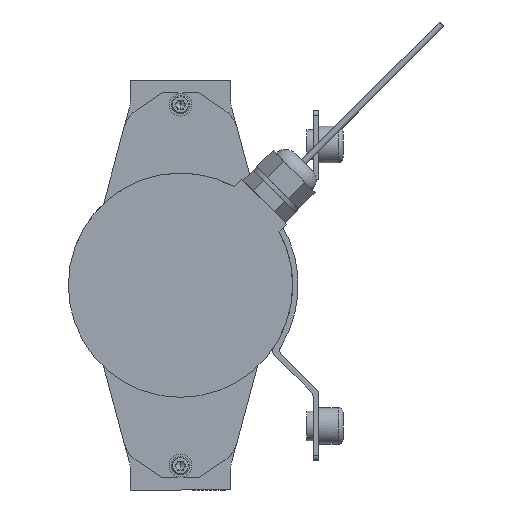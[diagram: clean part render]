
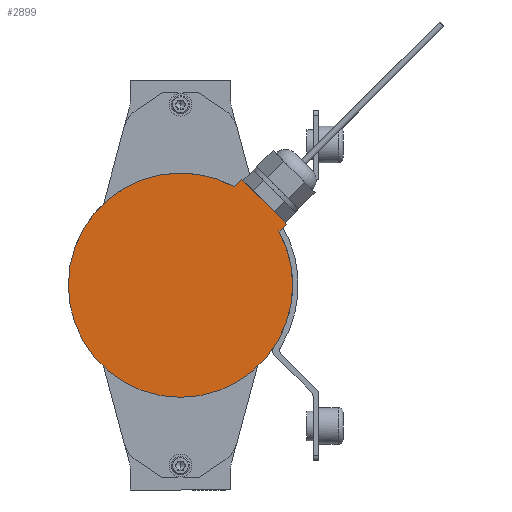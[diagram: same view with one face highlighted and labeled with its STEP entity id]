
A CAD part, left-side view. The second image highlights one B-rep face of the part: STEP entity #2899.
In plain terms, the highlighted planar face has unit normal (-1, 0, 0).
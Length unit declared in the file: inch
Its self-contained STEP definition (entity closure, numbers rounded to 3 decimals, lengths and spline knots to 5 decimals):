
#35 = AXIS2_PLACEMENT_3D ( 'NONE', #12303, #8726, #4165 ) ;
#444 = VERTEX_POINT ( 'NONE', #9273 ) ;
#588 = CARTESIAN_POINT ( 'NONE',  ( -8.402, -2.17376, 1.25452 ) ) ;
#894 = AXIS2_PLACEMENT_3D ( 'NONE', #5668, #14282, #14438 ) ;
#1832 = DIRECTION ( 'NONE',  ( 0., 0.707, 0.707 ) ) ;
#1929 = VECTOR ( 'NONE', #1832, 39.37008 ) ;
#1957 = CARTESIAN_POINT ( 'NONE',  ( -8.402, 0., 0. ) ) ;
#2060 = DIRECTION ( 'NONE',  ( 1., 0., 0. ) ) ;
#2565 = CIRCLE ( 'NONE', #6399, 2.3 ) ;
#2899 = ADVANCED_FACE ( 'NONE', ( #8142 ), #11501, .T. ) ;
#3128 = EDGE_CURVE ( 'NONE', #14740, #13603, #3346, .T. ) ;
#3346 = LINE ( 'NONE', #5837, #13865 ) ;
#3800 = CIRCLE ( 'NONE', #5687, 2.3 ) ;
#3806 = EDGE_LOOP ( 'NONE', ( #9488, #5202, #4216, #11212, #11213, #5389 ) ) ;
#4137 = CARTESIAN_POINT ( 'NONE',  ( -8.402, -2.3, 0. ) ) ;
#4165 = DIRECTION ( 'NONE',  ( 0., -1., 0. ) ) ;
#4187 = EDGE_CURVE ( 'NONE', #14740, #6227, #2565, .T. ) ;
#4216 = ORIENTED_EDGE ( 'NONE', *, *, #6422, .T. ) ;
#4376 = LINE ( 'NONE', #11104, #14331 ) ;
#4600 = DIRECTION ( 'NONE',  ( 0., -0.707, 0.707 ) ) ;
#4868 = CARTESIAN_POINT ( 'NONE',  ( -8.402, -1.25452, 2.17376 ) ) ;
#5202 = ORIENTED_EDGE ( 'NONE', *, *, #3128, .T. ) ;
#5389 = ORIENTED_EDGE ( 'NONE', *, *, #9898, .F. ) ;
#5668 = CARTESIAN_POINT ( 'NONE',  ( -8.402, 0., 0. ) ) ;
#5687 = AXIS2_PLACEMENT_3D ( 'NONE', #1957, #2060, #10597 ) ;
#5825 = CARTESIAN_POINT ( 'NONE',  ( -8.402, -2.17376, 1.25452 ) ) ;
#5837 = CARTESIAN_POINT ( 'NONE',  ( -8.402, -2.01967, 1.10043 ) ) ;
#5936 = EDGE_CURVE ( 'NONE', #12032, #444, #4376, .T. ) ;
#6227 = VERTEX_POINT ( 'NONE', #4137 ) ;
#6399 = AXIS2_PLACEMENT_3D ( 'NONE', #15317, #8019, #15368 ) ;
#6422 = EDGE_CURVE ( 'NONE', #13603, #12032, #15271, .T. ) ;
#8019 = DIRECTION ( 'NONE',  ( 1., 0., 0. ) ) ;
#8142 = FACE_OUTER_BOUND ( 'NONE', #3806, .T. ) ;
#8726 = DIRECTION ( 'NONE',  ( -1., 0., 0. ) ) ;
#9273 = CARTESIAN_POINT ( 'NONE',  ( -8.402, -1.10043, 2.01967 ) ) ;
#9283 = EDGE_CURVE ( 'NONE', #12752, #444, #10698, .T. ) ;
#9488 = ORIENTED_EDGE ( 'NONE', *, *, #4187, .F. ) ;
#9898 = EDGE_CURVE ( 'NONE', #6227, #12752, #3800, .T. ) ;
#10597 = DIRECTION ( 'NONE',  ( 0., 1., 0. ) ) ;
#10698 = CIRCLE ( 'NONE', #894, 2.3 ) ;
#10874 = CARTESIAN_POINT ( 'NONE',  ( -8.402, -2.01967, 1.10043 ) ) ;
#11104 = CARTESIAN_POINT ( 'NONE',  ( -8.402, -1.25452, 2.17376 ) ) ;
#11212 = ORIENTED_EDGE ( 'NONE', *, *, #5936, .T. ) ;
#11213 = ORIENTED_EDGE ( 'NONE', *, *, #9283, .F. ) ;
#11434 = CARTESIAN_POINT ( 'NONE',  ( -8.402, 2.3, 0. ) ) ;
#11501 = PLANE ( 'NONE',  #35 ) ;
#12032 = VERTEX_POINT ( 'NONE', #4868 ) ;
#12229 = DIRECTION ( 'NONE',  ( 0., 0.707, -0.707 ) ) ;
#12303 = CARTESIAN_POINT ( 'NONE',  ( -8.402, 0., 0. ) ) ;
#12752 = VERTEX_POINT ( 'NONE', #11434 ) ;
#13603 = VERTEX_POINT ( 'NONE', #5825 ) ;
#13865 = VECTOR ( 'NONE', #4600, 39.37008 ) ;
#14282 = DIRECTION ( 'NONE',  ( 1., 0., 0. ) ) ;
#14331 = VECTOR ( 'NONE', #12229, 39.37008 ) ;
#14438 = DIRECTION ( 'NONE',  ( 0., 1., 0. ) ) ;
#14740 = VERTEX_POINT ( 'NONE', #10874 ) ;
#15271 = LINE ( 'NONE', #588, #1929 ) ;
#15317 = CARTESIAN_POINT ( 'NONE',  ( -8.402, 0., 0. ) ) ;
#15368 = DIRECTION ( 'NONE',  ( 0., 1., 0. ) ) ;
